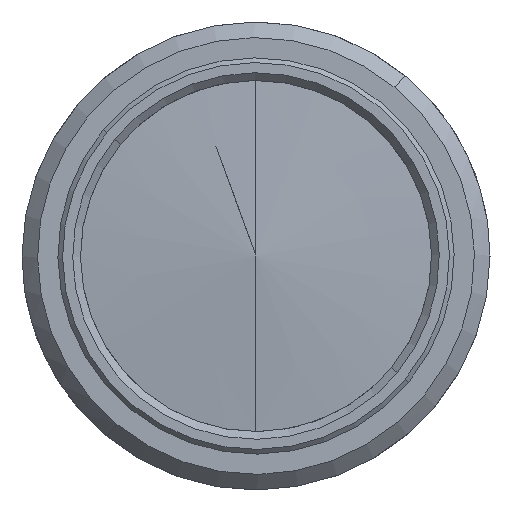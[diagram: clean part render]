
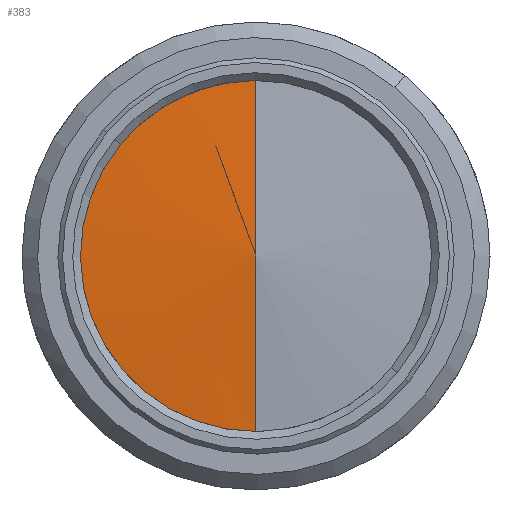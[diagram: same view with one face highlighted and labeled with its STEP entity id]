
A CAD part, left-side view. The second image highlights one B-rep face of the part: STEP entity #383.
In plain terms, the highlighted conical face has half-angle 85.63 degrees and reference radius 11.877 mm.
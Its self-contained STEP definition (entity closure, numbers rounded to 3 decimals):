
#13 = DIRECTION ( 'NONE',  ( 0., 0., -1. ) ) ;
#19 = FACE_OUTER_BOUND ( 'NONE', #735, .T. ) ;
#26 = DIRECTION ( 'NONE',  ( 0., 0., -1. ) ) ;
#40 = VECTOR ( 'NONE', #226, 1000. ) ;
#134 = LINE ( 'NONE', #483, #179 ) ;
#158 = CARTESIAN_POINT ( 'NONE',  ( -71.558, 0., 11.877 ) ) ;
#179 = VECTOR ( 'NONE', #471, 1000. ) ;
#182 = VERTEX_POINT ( 'NONE', #267 ) ;
#191 = CARTESIAN_POINT ( 'NONE',  ( -71.558, 0., 0. ) ) ;
#217 = AXIS2_PLACEMENT_3D ( 'NONE', #191, #389, #522 ) ;
#226 = DIRECTION ( 'NONE',  ( 0.076, 0., 0.997 ) ) ;
#252 = VERTEX_POINT ( 'NONE', #414 ) ;
#267 = CARTESIAN_POINT ( 'NONE',  ( -72.465, 0., 0. ) ) ;
#280 = EDGE_CURVE ( 'NONE', #764, #252, #701, .T. ) ;
#309 = EDGE_CURVE ( 'NONE', #182, #752, #134, .T. ) ;
#360 = ORIENTED_EDGE ( 'NONE', *, *, #280, .F. ) ;
#383 = ADVANCED_FACE ( 'NONE', ( #19 ), #413, .T. ) ;
#388 = AXIS2_PLACEMENT_3D ( 'NONE', #647, #540, #13 ) ;
#389 = DIRECTION ( 'NONE',  ( 1., 0., 0. ) ) ;
#399 = ORIENTED_EDGE ( 'NONE', *, *, #452, .F. ) ;
#413 = CONICAL_SURFACE ( 'NONE', #217, 11.877, 1.495 ) ;
#414 = CARTESIAN_POINT ( 'NONE',  ( -71.606, 0., 11.25 ) ) ;
#415 = EDGE_CURVE ( 'NONE', #182, #252, #501, .T. ) ;
#433 = ORIENTED_EDGE ( 'NONE', *, *, #309, .F. ) ;
#452 = EDGE_CURVE ( 'NONE', #752, #764, #792, .T. ) ;
#471 = DIRECTION ( 'NONE',  ( 0.076, 0., -0.997 ) ) ;
#483 = CARTESIAN_POINT ( 'NONE',  ( -71.558, 0., -11.877 ) ) ;
#501 = LINE ( 'NONE', #158, #40 ) ;
#522 = DIRECTION ( 'NONE',  ( 0., 0., -1. ) ) ;
#540 = DIRECTION ( 'NONE',  ( 1., 0., 0. ) ) ;
#551 = CARTESIAN_POINT ( 'NONE',  ( -71.606, 0., 0. ) ) ;
#614 = DIRECTION ( 'NONE',  ( 1., 0., 0. ) ) ;
#638 = CARTESIAN_POINT ( 'NONE',  ( -71.606, 8.677, 7.161 ) ) ;
#647 = CARTESIAN_POINT ( 'NONE',  ( -71.606, 0., 0. ) ) ;
#691 = AXIS2_PLACEMENT_3D ( 'NONE', #551, #614, #26 ) ;
#701 = CIRCLE ( 'NONE', #388, 11.25 ) ;
#715 = ORIENTED_EDGE ( 'NONE', *, *, #415, .T. ) ;
#735 = EDGE_LOOP ( 'NONE', ( #433, #715, #360, #399 ) ) ;
#752 = VERTEX_POINT ( 'NONE', #810 ) ;
#764 = VERTEX_POINT ( 'NONE', #638 ) ;
#792 = CIRCLE ( 'NONE', #691, 11.25 ) ;
#810 = CARTESIAN_POINT ( 'NONE',  ( -71.606, 0., -11.25 ) ) ;
